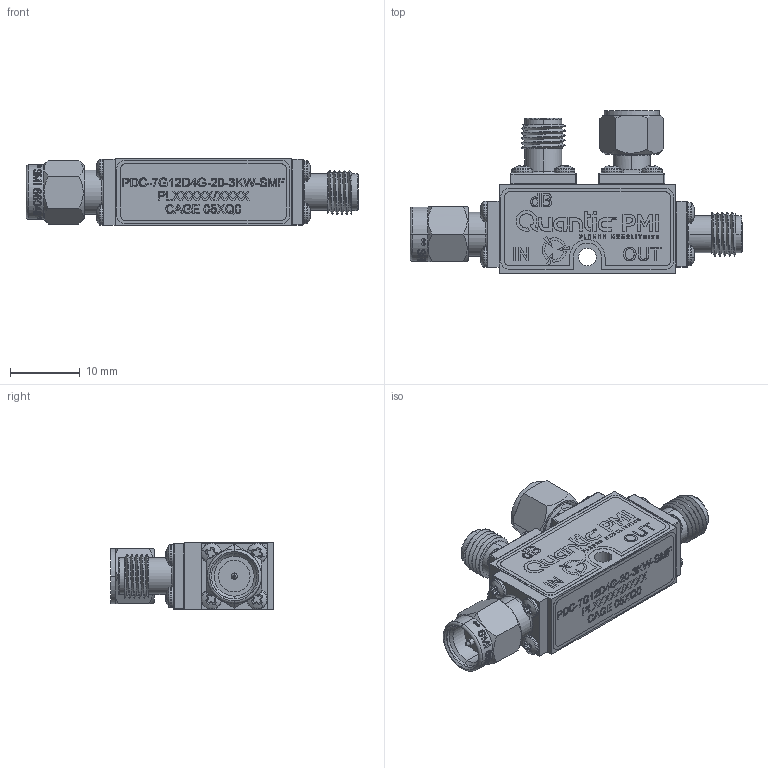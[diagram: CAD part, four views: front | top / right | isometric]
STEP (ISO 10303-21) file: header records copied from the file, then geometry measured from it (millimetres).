
FILE_DESCRIPTION (( 'STEP AP214' ), '1' );
FILE_NAME ('PDC-7G12D4G-20-3KW-SMF.STEP', '2025-10-01T15:29:20', ( '' ), ( '' ), 'SwSTEP 2.0', 'SolidWorks 2024', '' );
FILE_SCHEMA (( 'AUTOMOTIVE_DESIGN' ));
Length unit declared in the file: inch
Products named in the file (8): PL80-033 SMA(F) 15 MIL PIN 4 HOLE FLANGE; PDC-7G12D4G-20-3KW-SMF; PL80-863 - SMA (m) 4-hole flange, 0.375x0.375; PDC-7G12D4G-20-3KW-SMF Body VP; 27251940 - Label (Rev A1); Terminated End VP; PL080-P1_8 PHILLIPS PAN HEAD -.125 EMP_91772A049; 27251940 - Label (Rev A1) (1)
Assembly tree (23 placements, depth 2):
  PDC-7G12D4G-20-3KW-SMF
    PDC-7G12D4G-20-3KW-SMF Body VP
    PL80-033 SMA(F) 15 MIL PIN 4 HOLE FLANGE  x2
    Terminated End VP
    PL080-P1_8 PHILLIPS PAN HEAD -.125 EMP_91772A049  x16
    27251940 - Label (Rev A1) (1)
    27251940 - Label (Rev A1)
    PL80-863 - SMA (m) 4-hole flange, 0.375x0.375
Bounding box: 47.73 x 23.42 x 9.7 mm (x, y, z)
Volume: 4884.1 mm3; surface area: 6044 mm2
Topology: 29 solids, 29 shells, 1517 faces, 4685 edges, 3368 vertices
Faces by surface type: plane 557, cylinder 483, torus 170, cone 158, bspline 93, sphere 56
Entity records: 42374 total; most frequent: CARTESIAN_POINT 14854, ORIENTED_EDGE 4812, DIRECTION 3210, EDGE_CURVE 2406, VERTEX_POINT 1917, AXIS2_PLACEMENT_3D 1099, LINE 1012, VECTOR 1012
